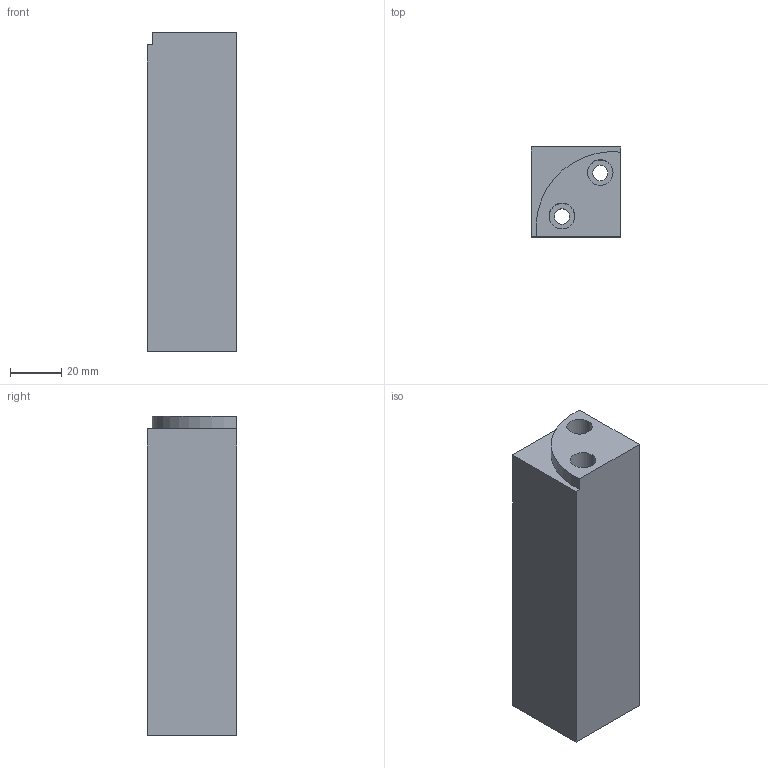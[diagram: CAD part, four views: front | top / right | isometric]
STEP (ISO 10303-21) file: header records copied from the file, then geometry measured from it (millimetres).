
FILE_DESCRIPTION((''),'2;1');
FILE_NAME('FIXATION_ON_PLATE_3','2025-04-16T12:25:49',('Constantin Schempp'),(''),'CREO PARAMETRIC BY PTC INC, 2024063','CREO PARAMETRIC BY PTC INC, 2024063','');
FILE_SCHEMA(('CONFIG_CONTROL_DESIGN'));
Length unit declared in the file: millimetre
Products named in the file (1): FIXATION_ON_PLATE_3
Bounding box: 35 x 35 x 125 mm (x, y, z)
Volume: 133808.1 mm3; surface area: 27110.7 mm2
Topology: 1 solids, 1 shells, 18 faces, 65 edges, 59 vertices
Faces by surface type: plane 9, cylinder 9
Entity records: 724 total; most frequent: DIRECTION 130, CARTESIAN_POINT 112, ORIENTED_EDGE 84, AXIS2_PLACEMENT_3D 46, EDGE_CURVE 42, VECTOR 38, LINE 38, VERTEX_POINT 28
